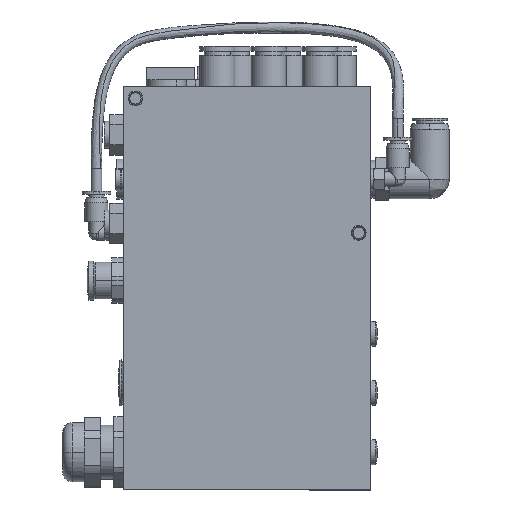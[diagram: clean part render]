
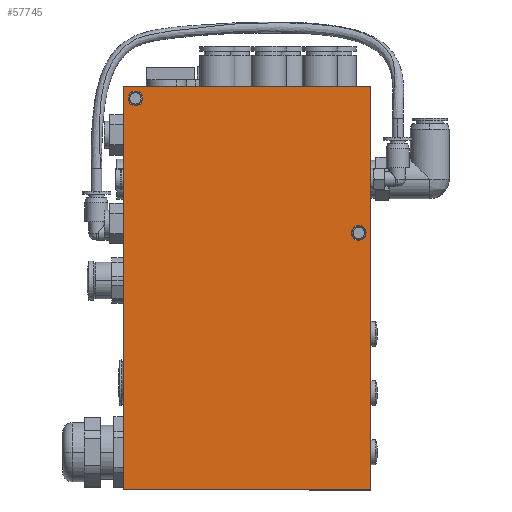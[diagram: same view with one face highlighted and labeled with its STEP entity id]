
A CAD part, top view. The second image highlights one B-rep face of the part: STEP entity #57745.
In plain terms, the highlighted planar face has unit normal (0, 0, 1).
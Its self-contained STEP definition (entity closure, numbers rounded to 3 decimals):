
#99 = DIRECTION ( 'NONE',  ( 0., 1., 0. ) ) ;
#454 = LINE ( 'NONE', #50629, #61900 ) ;
#837 = CARTESIAN_POINT ( 'NONE',  ( -44.25, 70.5, 38. ) ) ;
#2010 = AXIS2_PLACEMENT_3D ( 'NONE', #56337, #27342, #61239 ) ;
#3439 = DIRECTION ( 'NONE',  ( 0., 0., -1. ) ) ;
#5304 = CARTESIAN_POINT ( 'NONE',  ( -46., -75., 38. ) ) ;
#5316 = ORIENTED_EDGE ( 'NONE', *, *, #46488, .T. ) ;
#6585 = VERTEX_POINT ( 'NONE', #62068 ) ;
#7194 = VERTEX_POINT ( 'NONE', #34527 ) ;
#8441 = CARTESIAN_POINT ( 'NONE',  ( 38.75, 20.5, 38. ) ) ;
#9375 = VECTOR ( 'NONE', #61652, 1000. ) ;
#9554 = CIRCLE ( 'NONE', #2010, 2.75 ) ;
#14571 = CARTESIAN_POINT ( 'NONE',  ( 46., 75., 38. ) ) ;
#14853 = VECTOR ( 'NONE', #99, 1000. ) ;
#14865 = CIRCLE ( 'NONE', #40804, 2.75 ) ;
#15369 = CARTESIAN_POINT ( 'NONE',  ( 41.5, 20.5, 38. ) ) ;
#16543 = VERTEX_POINT ( 'NONE', #26467 ) ;
#18705 = EDGE_CURVE ( 'NONE', #23322, #7194, #43044, .T. ) ;
#20025 = DIRECTION ( 'NONE',  ( 0., 0., 1. ) ) ;
#20247 = DIRECTION ( 'NONE',  ( -1., 0., 0. ) ) ;
#21270 = VERTEX_POINT ( 'NONE', #21635 ) ;
#21635 = CARTESIAN_POINT ( 'NONE',  ( 44.25, 20.5, 38. ) ) ;
#22315 = LINE ( 'NONE', #62387, #59460 ) ;
#22401 = ORIENTED_EDGE ( 'NONE', *, *, #45002, .T. ) ;
#22911 = CARTESIAN_POINT ( 'NONE',  ( -46., 75., 38. ) ) ;
#23322 = VERTEX_POINT ( 'NONE', #837 ) ;
#26467 = CARTESIAN_POINT ( 'NONE',  ( 46., 75., 38. ) ) ;
#26521 = DIRECTION ( 'NONE',  ( 1., 0., 0. ) ) ;
#27342 = DIRECTION ( 'NONE',  ( 0., 0., -1. ) ) ;
#27492 = ORIENTED_EDGE ( 'NONE', *, *, #54087, .T. ) ;
#28842 = DIRECTION ( 'NONE',  ( 0., 0., -1. ) ) ;
#29047 = VERTEX_POINT ( 'NONE', #60853 ) ;
#30329 = EDGE_CURVE ( 'NONE', #57642, #29047, #22315, .T. ) ;
#30750 = EDGE_LOOP ( 'NONE', ( #54816, #31104 ) ) ;
#30837 = FACE_BOUND ( 'NONE', #60829, .T. ) ;
#31104 = ORIENTED_EDGE ( 'NONE', *, *, #62317, .T. ) ;
#32308 = LINE ( 'NONE', #14571, #14853 ) ;
#32557 = CARTESIAN_POINT ( 'NONE',  ( -41.5, 70.5, 38. ) ) ;
#34207 = DIRECTION ( 'NONE',  ( 0., -1., 0. ) ) ;
#34527 = CARTESIAN_POINT ( 'NONE',  ( -38.75, 70.5, 38. ) ) ;
#36974 = EDGE_LOOP ( 'NONE', ( #40818, #54928, #5316, #27492 ) ) ;
#37184 = EDGE_CURVE ( 'NONE', #29047, #6585, #454, .T. ) ;
#37335 = DIRECTION ( 'NONE',  ( -1., 0., 0. ) ) ;
#40576 = AXIS2_PLACEMENT_3D ( 'NONE', #32557, #3439, #37335 ) ;
#40804 = AXIS2_PLACEMENT_3D ( 'NONE', #57799, #28842, #62726 ) ;
#40818 = ORIENTED_EDGE ( 'NONE', *, *, #30329, .T. ) ;
#43044 = CIRCLE ( 'NONE', #40576, 2.75 ) ;
#44129 = PLANE ( 'NONE',  #48123 ) ;
#45002 = EDGE_CURVE ( 'NONE', #62428, #21270, #14865, .T. ) ;
#46488 = EDGE_CURVE ( 'NONE', #6585, #16543, #32308, .T. ) ;
#46668 = FACE_BOUND ( 'NONE', #30750, .T. ) ;
#48123 = AXIS2_PLACEMENT_3D ( 'NONE', #5304, #20025, #53853 ) ;
#48431 = EDGE_CURVE ( 'NONE', #21270, #62428, #57830, .T. ) ;
#49194 = DIRECTION ( 'NONE',  ( 0., 0., -1. ) ) ;
#49383 = AXIS2_PLACEMENT_3D ( 'NONE', #15369, #49194, #20247 ) ;
#50629 = CARTESIAN_POINT ( 'NONE',  ( -46., -75., 38. ) ) ;
#51529 = CARTESIAN_POINT ( 'NONE',  ( -46., 75., 38. ) ) ;
#53853 = DIRECTION ( 'NONE',  ( 1., 0., 0. ) ) ;
#54087 = EDGE_CURVE ( 'NONE', #16543, #57642, #60912, .T. ) ;
#54816 = ORIENTED_EDGE ( 'NONE', *, *, #18705, .T. ) ;
#54928 = ORIENTED_EDGE ( 'NONE', *, *, #37184, .T. ) ;
#56337 = CARTESIAN_POINT ( 'NONE',  ( -41.5, 70.5, 38. ) ) ;
#56532 = FACE_OUTER_BOUND ( 'NONE', #36974, .T. ) ;
#57642 = VERTEX_POINT ( 'NONE', #51529 ) ;
#57745 = ADVANCED_FACE ( 'NONE', ( #46668, #30837, #56532 ), #44129, .T. ) ;
#57799 = CARTESIAN_POINT ( 'NONE',  ( 41.5, 20.5, 38. ) ) ;
#57830 = CIRCLE ( 'NONE', #49383, 2.75 ) ;
#59460 = VECTOR ( 'NONE', #34207, 1000. ) ;
#60663 = ORIENTED_EDGE ( 'NONE', *, *, #48431, .T. ) ;
#60829 = EDGE_LOOP ( 'NONE', ( #22401, #60663 ) ) ;
#60853 = CARTESIAN_POINT ( 'NONE',  ( -46., -75., 38. ) ) ;
#60912 = LINE ( 'NONE', #22911, #9375 ) ;
#61239 = DIRECTION ( 'NONE',  ( -1., 0., 0. ) ) ;
#61652 = DIRECTION ( 'NONE',  ( -1., 0., 0. ) ) ;
#61900 = VECTOR ( 'NONE', #26521, 1000. ) ;
#62068 = CARTESIAN_POINT ( 'NONE',  ( 46., -75., 38. ) ) ;
#62317 = EDGE_CURVE ( 'NONE', #7194, #23322, #9554, .T. ) ;
#62387 = CARTESIAN_POINT ( 'NONE',  ( -46., 75., 38. ) ) ;
#62428 = VERTEX_POINT ( 'NONE', #8441 ) ;
#62726 = DIRECTION ( 'NONE',  ( -1., 0., 0. ) ) ;
